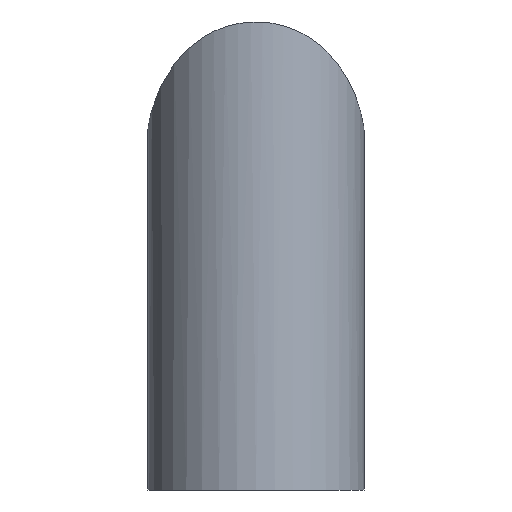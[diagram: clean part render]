
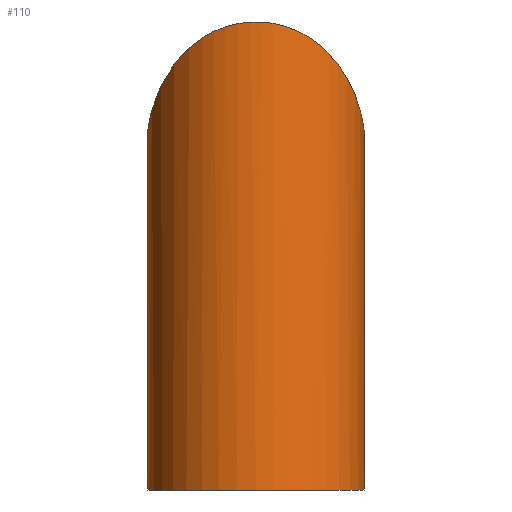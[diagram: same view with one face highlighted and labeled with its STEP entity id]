
A CAD part, front view. The second image highlights one B-rep face of the part: STEP entity #110.
In plain terms, the highlighted cylindrical face has radius 2.95 mm (diameter 5.9 mm), a full revolution.
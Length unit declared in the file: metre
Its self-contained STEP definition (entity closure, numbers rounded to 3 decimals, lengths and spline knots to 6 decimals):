
#13=CYLINDRICAL_SURFACE('',#130,0.00295);
#15=CIRCLE('',#127,0.00295);
#17=CIRCLE('',#131,0.00295);
#41=ORIENTED_EDGE('',*,*,#52,.F.);
#42=ORIENTED_EDGE('',*,*,#57,.T.);
#43=ORIENTED_EDGE('',*,*,#59,.T.);
#44=ORIENTED_EDGE('',*,*,#51,.T.);
#45=ORIENTED_EDGE('',*,*,#61,.F.);
#51=EDGE_CURVE('',#62,#65,#75,.T.);
#52=EDGE_CURVE('',#66,#65,#76,.T.);
#57=EDGE_CURVE('',#66,#69,#81,.T.);
#59=EDGE_CURVE('',#69,#62,#15,.F.);
#61=EDGE_CURVE('',#71,#71,#17,.T.);
#62=VERTEX_POINT('',#164);
#65=VERTEX_POINT('',#177);
#66=VERTEX_POINT('',#233);
#69=VERTEX_POINT('',#267);
#71=VERTEX_POINT('',#282);
#75=B_SPLINE_CURVE_WITH_KNOTS('',3,(#178,#179,#180,#181,#182,#183),
 .UNSPECIFIED.,.F.,.F.,(4,1,1,4),(0.,0.000358,0.000716,
0.001433),.UNSPECIFIED.);
#76=B_SPLINE_CURVE_WITH_KNOTS('',3,(#222,#223,#224,#225,#226,#227,#228,
#229,#230,#231,#232),.UNSPECIFIED.,.F.,.F.,(4,1,1,1,1,1,1,1,4),(0.,
0.001152,0.002304,0.003456,0.004608,
0.00576,0.006912,0.008063,0.009215),
 .UNSPECIFIED.);
#81=B_SPLINE_CURVE_WITH_KNOTS('',3,(#268,#269,#270,#271,#272,#273),
 .UNSPECIFIED.,.F.,.F.,(4,1,1,4),(0.,0.000712,0.001067,
0.001423),.UNSPECIFIED.);
#88=EDGE_LOOP('',(#41,#42,#43,#44));
#89=EDGE_LOOP('',(#45));
#98=FACE_BOUND('',#88,.T.);
#99=FACE_BOUND('',#89,.T.);
#110=ADVANCED_FACE('',(#98,#99),#13,.T.);
#127=AXIS2_PLACEMENT_3D('',#276,#139,#140);
#130=AXIS2_PLACEMENT_3D('',#280,#145,#146);
#131=AXIS2_PLACEMENT_3D('',#281,#147,#148);
#139=DIRECTION('',(0.,0.,1.));
#140=DIRECTION('',(1.,0.,0.));
#145=DIRECTION('',(0.,0.,-1.));
#146=DIRECTION('',(-1.,0.,0.));
#147=DIRECTION('',(0.,0.,-1.));
#148=DIRECTION('',(-1.,0.,0.));
#164=CARTESIAN_POINT('',(-0.057572,0.024362,0.01125));
#177=CARTESIAN_POINT('',(-0.057657,0.023214,0.01205));
#178=CARTESIAN_POINT('',(-0.057572,0.024362,0.01125));
#179=CARTESIAN_POINT('',(-0.057557,0.02424,0.01125));
#180=CARTESIAN_POINT('',(-0.057545,0.024019,0.011357));
#181=CARTESIAN_POINT('',(-0.057562,0.023635,0.011638));
#182=CARTESIAN_POINT('',(-0.057611,0.023379,0.011884));
#183=CARTESIAN_POINT('',(-0.057657,0.023214,0.01205));
#222=CARTESIAN_POINT('',(-0.063343,0.023214,0.01205));
#223=CARTESIAN_POINT('',(-0.063269,0.022944,0.012321));
#224=CARTESIAN_POINT('',(-0.063054,0.022449,0.012867));
#225=CARTESIAN_POINT('',(-0.062502,0.02177,0.013648));
#226=CARTESIAN_POINT('',(-0.061665,0.021216,0.014277));
#227=CARTESIAN_POINT('',(-0.060503,0.020968,0.014548));
#228=CARTESIAN_POINT('',(-0.059343,0.021213,0.014281));
#229=CARTESIAN_POINT('',(-0.058501,0.021767,0.013651));
#230=CARTESIAN_POINT('',(-0.057951,0.02244,0.012877));
#231=CARTESIAN_POINT('',(-0.057731,0.022944,0.012321));
#232=CARTESIAN_POINT('',(-0.057657,0.023214,0.01205));
#233=CARTESIAN_POINT('',(-0.063343,0.023214,0.01205));
#267=CARTESIAN_POINT('',(-0.063428,0.024362,0.01125));
#268=CARTESIAN_POINT('',(-0.063343,0.023214,0.01205));
#269=CARTESIAN_POINT('',(-0.063389,0.023379,0.011884));
#270=CARTESIAN_POINT('',(-0.063437,0.023634,0.011639));
#271=CARTESIAN_POINT('',(-0.063455,0.024018,0.011358));
#272=CARTESIAN_POINT('',(-0.063443,0.024241,0.01125));
#273=CARTESIAN_POINT('',(-0.063428,0.024362,0.01125));
#276=CARTESIAN_POINT('',(-0.0605,0.024,0.01125));
#280=CARTESIAN_POINT('',(-0.0605,0.024,0.017602));
#281=CARTESIAN_POINT('',(-0.0605,0.024,0.0017));
#282=CARTESIAN_POINT('',(-0.06345,0.024,0.0017));
